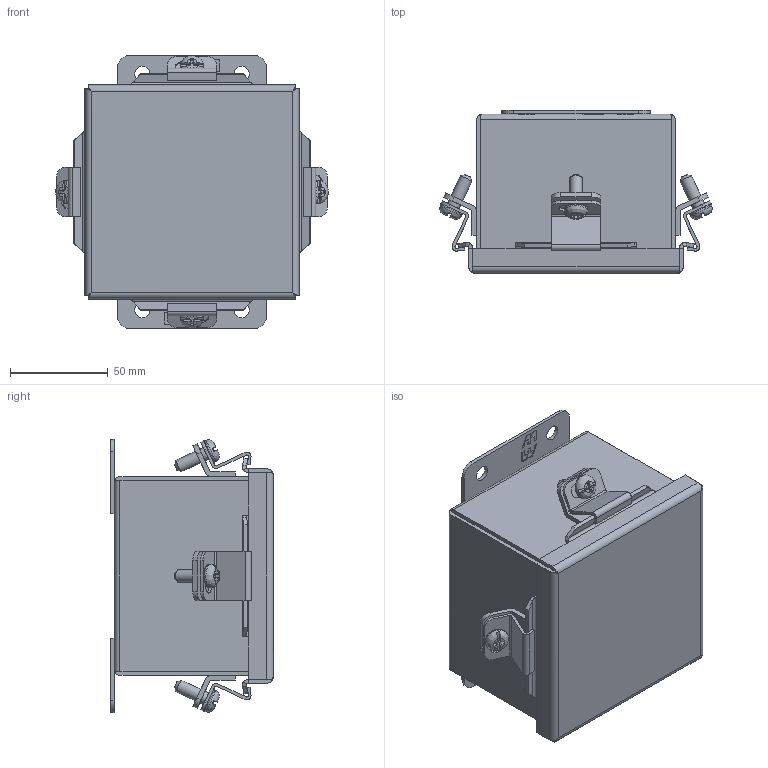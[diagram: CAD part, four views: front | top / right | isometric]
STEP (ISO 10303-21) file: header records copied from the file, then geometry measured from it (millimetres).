
FILE_DESCRIPTION (( 'STEP AP214' ), '1' );
FILE_NAME ('1414N4ALA.STEP', '2019-06-20T18:53:39', ( '' ), ( '' ), 'SwSTEP 2.0', 'SolidWorks 2018', '' );
FILE_SCHEMA (( 'AUTOMOTIVE_DESIGN' ));
Length unit declared in the file: inch
Products named in the file (1): 1414N4ALA
Bounding box: 139.56 x 83.26 x 139.7 mm (x, y, z)
Volume: 170547.2 mm3; surface area: 172604 mm2
Topology: 19 solids, 20 shells, 652 faces, 1642 edges, 1034 vertices
Faces by surface type: plane 436, cylinder 142, bspline 44, cone 30
Full cylindrical faces by diameter (mm): 4.039 x2, 5.41 x4, 6.35 x4, 7.938 x4, 8.382 x2, 9.525 x2, 12.192 x4
Entity records: 22644 total; most frequent: CARTESIAN_POINT 7417, ORIENTED_EDGE 3184, DIRECTION 2842, EDGE_CURVE 1592, LINE 1112, VECTOR 1112, VERTEX_POINT 1024, AXIS2_PLACEMENT_3D 865
